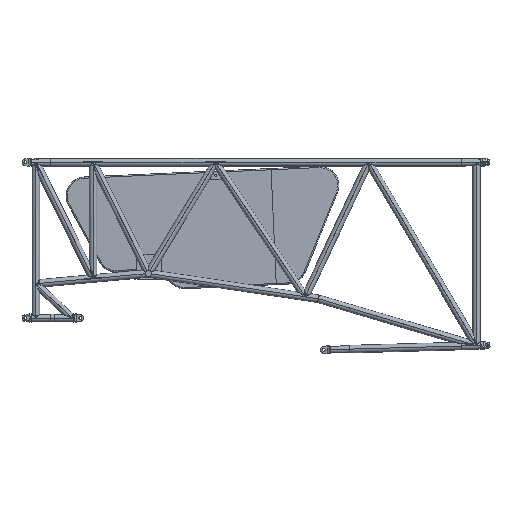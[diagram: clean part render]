
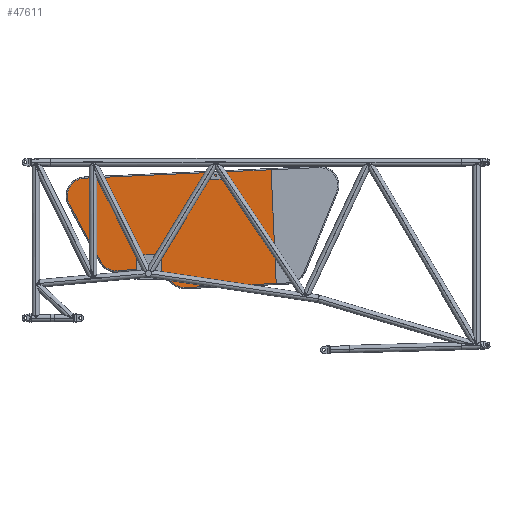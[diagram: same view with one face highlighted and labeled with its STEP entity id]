
A CAD part, front view. The second image highlights one B-rep face of the part: STEP entity #47611.
In plain terms, the highlighted face is planar.
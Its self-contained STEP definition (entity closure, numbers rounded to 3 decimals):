
#47358=CARTESIAN_POINT('Line Origine',(355.,740.,242.5)) ;
#47362=CARTESIAN_POINT('Vertex',(355.,740.,480.)) ;
#47364=CARTESIAN_POINT('Vertex',(355.,740.,5.)) ;
#47427=CARTESIAN_POINT('Vertex',(355.,284.516,58.28)) ;
#47434=CARTESIAN_POINT('Vertex',(355.,300.139,36.407)) ;
#47437=CARTESIAN_POINT('Line Origine',(355.,152.93,242.5)) ;
#47458=CARTESIAN_POINT('Vertex',(355.,83.819,87.28)) ;
#47465=CARTESIAN_POINT('Vertex',(355.,211.021,93.764)) ;
#47468=CARTESIAN_POINT('Line Origine',(355.,450.255,105.961)) ;
#47485=CARTESIAN_POINT('Axis2P3D Location',(355.,215.349,8.875)) ;
#47502=CARTESIAN_POINT('Axis2P3D Location',(355.,361.169,80.)) ;
#47506=CARTESIAN_POINT('Vertex',(355.,361.169,5.)) ;
#47530=CARTESIAN_POINT('Vertex',(355.,12.725,129.031)) ;
#47533=CARTESIAN_POINT('Line Origine',(355.,-43.19,242.5)) ;
#47537=CARTESIAN_POINT('Vertex',(355.,-106.93,371.848)) ;
#47563=CARTESIAN_POINT('Vertex',(355.,-39.655,480.)) ;
#47566=CARTESIAN_POINT('Line Origine',(355.,450.255,480.)) ;
#47579=CARTESIAN_POINT('Axis2P3D Location',(355.,0.,0.)) ;
#47584=CARTESIAN_POINT('Line Origine',(355.,550.585,5.)) ;
#47589=CARTESIAN_POINT('Axis2P3D Location',(355.,-39.655,405.)) ;
#47594=CARTESIAN_POINT('Axis2P3D Location',(355.,80.,162.182)) ;
#47360=VECTOR('Line Direction',#47359,1.) ;
#47439=VECTOR('Line Direction',#47438,1.) ;
#47470=VECTOR('Line Direction',#47469,1.) ;
#47535=VECTOR('Line Direction',#47534,1.) ;
#47568=VECTOR('Line Direction',#47567,1.) ;
#47586=VECTOR('Line Direction',#47585,1.) ;
#47359=DIRECTION('Vector Direction',(0.,0.,-1.)) ;
#47438=DIRECTION('Vector Direction',(0.,0.581,-0.814)) ;
#47469=DIRECTION('Vector Direction',(0.,-0.999,-0.051)) ;
#47486=DIRECTION('Axis2P3D Direction',(1.,0.,0.)) ;
#47503=DIRECTION('Axis2P3D Direction',(1.,0.,0.)) ;
#47534=DIRECTION('Vector Direction',(0.,-0.442,0.897)) ;
#47567=DIRECTION('Vector Direction',(0.,1.,0.)) ;
#47580=DIRECTION('Axis2P3D Direction',(1.,0.,0.)) ;
#47581=DIRECTION('Axis2P3D XDirection',(0.,1.,0.)) ;
#47585=DIRECTION('Vector Direction',(0.,1.,0.)) ;
#47590=DIRECTION('Axis2P3D Direction',(1.,0.,0.)) ;
#47595=DIRECTION('Axis2P3D Direction',(1.,0.,0.)) ;
#47487=AXIS2_PLACEMENT_3D('Circle Axis2P3D',#47485,#47486,$) ;
#47504=AXIS2_PLACEMENT_3D('Circle Axis2P3D',#47502,#47503,$) ;
#47582=AXIS2_PLACEMENT_3D('Plane Axis2P3D',#47579,#47580,#47581) ;
#47591=AXIS2_PLACEMENT_3D('Circle Axis2P3D',#47589,#47590,$) ;
#47596=AXIS2_PLACEMENT_3D('Circle Axis2P3D',#47594,#47595,$) ;
#47361=LINE('Line',#47358,#47360) ;
#47440=LINE('Line',#47437,#47439) ;
#47471=LINE('Line',#47468,#47470) ;
#47536=LINE('Line',#47533,#47535) ;
#47569=LINE('Line',#47566,#47568) ;
#47587=LINE('Line',#47584,#47586) ;
#47488=CIRCLE('generated circle',#47487,85.) ;
#47505=CIRCLE('generated circle',#47504,75.) ;
#47592=CIRCLE('generated circle',#47591,75.) ;
#47597=CIRCLE('generated circle',#47596,75.) ;
#47583=PLANE('',#47582) ;
#47366=EDGE_CURVE('',#47363,#47365,#47361,.T.) ;
#47441=EDGE_CURVE('',#47428,#47435,#47440,.T.) ;
#47472=EDGE_CURVE('',#47459,#47466,#47471,.F.) ;
#47489=EDGE_CURVE('',#47466,#47428,#47488,.F.) ;
#47508=EDGE_CURVE('',#47435,#47507,#47505,.T.) ;
#47539=EDGE_CURVE('',#47538,#47531,#47536,.F.) ;
#47570=EDGE_CURVE('',#47363,#47564,#47569,.F.) ;
#47588=EDGE_CURVE('',#47507,#47365,#47587,.T.) ;
#47593=EDGE_CURVE('',#47564,#47538,#47592,.T.) ;
#47598=EDGE_CURVE('',#47531,#47459,#47597,.T.) ;
#47600=ORIENTED_EDGE('',*,*,#47489,.T.) ;
#47601=ORIENTED_EDGE('',*,*,#47441,.T.) ;
#47602=ORIENTED_EDGE('',*,*,#47508,.T.) ;
#47603=ORIENTED_EDGE('',*,*,#47588,.T.) ;
#47604=ORIENTED_EDGE('',*,*,#47366,.F.) ;
#47605=ORIENTED_EDGE('',*,*,#47570,.T.) ;
#47606=ORIENTED_EDGE('',*,*,#47593,.T.) ;
#47607=ORIENTED_EDGE('',*,*,#47539,.T.) ;
#47608=ORIENTED_EDGE('',*,*,#47598,.T.) ;
#47609=ORIENTED_EDGE('',*,*,#47472,.T.) ;
#47599=EDGE_LOOP('',(#47600,#47601,#47602,#47603,#47604,#47605,#47606,#47607,#47608,#47609)) ;
#47363=VERTEX_POINT('',#47362) ;
#47365=VERTEX_POINT('',#47364) ;
#47428=VERTEX_POINT('',#47427) ;
#47435=VERTEX_POINT('',#47434) ;
#47459=VERTEX_POINT('',#47458) ;
#47466=VERTEX_POINT('',#47465) ;
#47507=VERTEX_POINT('',#47506) ;
#47531=VERTEX_POINT('',#47530) ;
#47538=VERTEX_POINT('',#47537) ;
#47564=VERTEX_POINT('',#47563) ;
#47611=ADVANCED_FACE('SMD_Rezervor',(#47610),#47583,.T.) ;
#47610=FACE_OUTER_BOUND('',#47599,.T.) ;
